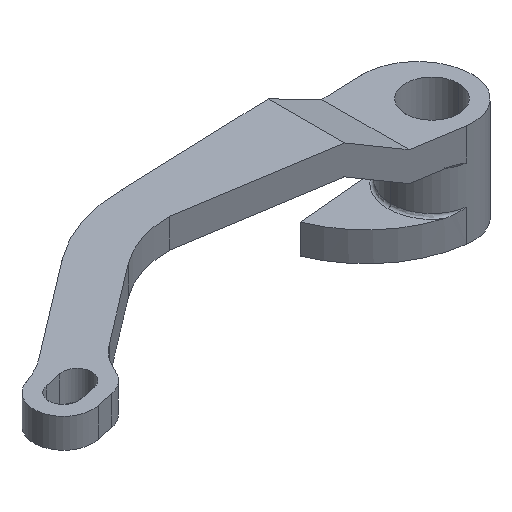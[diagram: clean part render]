
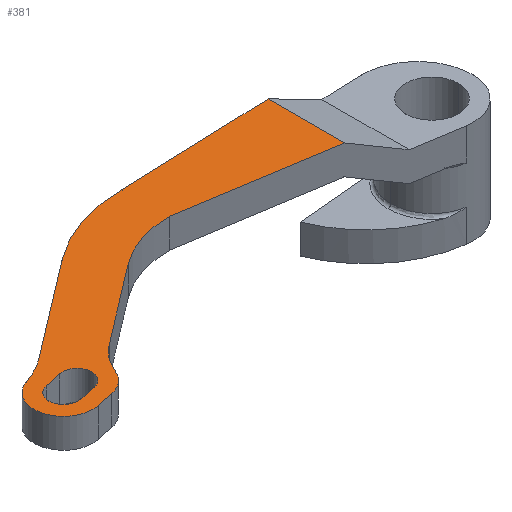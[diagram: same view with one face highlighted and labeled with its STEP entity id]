
A CAD part, isometric view. The second image highlights one B-rep face of the part: STEP entity #381.
In plain terms, the highlighted planar face has unit normal (0, 0, 1).
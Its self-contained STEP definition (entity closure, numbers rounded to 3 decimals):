
#17 = ORIENTED_EDGE ( 'NONE', *, *, #611, .F. ) ;
#19 = DIRECTION ( 'NONE',  ( -0.999, -0.035, 0. ) ) ;
#20 = FACE_OUTER_BOUND ( 'NONE', #548, .T. ) ;
#32 = LINE ( 'NONE', #419, #210 ) ;
#36 = DIRECTION ( 'NONE',  ( 0., 0., 1. ) ) ;
#43 = VECTOR ( 'NONE', #238, 1000. ) ;
#53 = ORIENTED_EDGE ( 'NONE', *, *, #977, .T. ) ;
#56 = CARTESIAN_POINT ( 'NONE',  ( -76.783, -16.329, 5. ) ) ;
#62 = DIRECTION ( 'NONE',  ( 0., 0., -1. ) ) ;
#77 = ORIENTED_EDGE ( 'NONE', *, *, #469, .T. ) ;
#86 = VERTEX_POINT ( 'NONE', #645 ) ;
#91 = LINE ( 'NONE', #465, #639 ) ;
#95 = DIRECTION ( 'NONE',  ( 1., 0., 0. ) ) ;
#118 = CARTESIAN_POINT ( 'NONE',  ( -79.717, -16.953, 5. ) ) ;
#120 = PLANE ( 'NONE',  #788 ) ;
#128 = EDGE_CURVE ( 'NONE', #371, #951, #527, .T. ) ;
#135 = DIRECTION ( 'NONE',  ( 1., 0., 0. ) ) ;
#139 = ORIENTED_EDGE ( 'NONE', *, *, #1045, .T. ) ;
#141 = CARTESIAN_POINT ( 'NONE',  ( -77.303, -13.884, 5. ) ) ;
#143 = EDGE_CURVE ( 'NONE', #1054, #365, #581, .T. ) ;
#145 = CIRCLE ( 'NONE', #536, 5. ) ;
#171 = CARTESIAN_POINT ( 'NONE',  ( -76.819, -9.869, 5. ) ) ;
#182 = CARTESIAN_POINT ( 'NONE',  ( -44.75, 8., 5. ) ) ;
#188 = CARTESIAN_POINT ( 'NONE',  ( -79.29, -11.751, 5. ) ) ;
#191 = VECTOR ( 'NONE', #1102, 1000. ) ;
#195 = EDGE_CURVE ( 'NONE', #951, #277, #311, .T. ) ;
#197 = EDGE_LOOP ( 'NONE', ( #17, #295, #1138, #840, #1001 ) ) ;
#201 = ORIENTED_EDGE ( 'NONE', *, *, #992, .T. ) ;
#207 = AXIS2_PLACEMENT_3D ( 'NONE', #626, #332, #451 ) ;
#210 = VECTOR ( 'NONE', #812, 1000. ) ;
#219 = EDGE_CURVE ( 'NONE', #578, #251, #374, .T. ) ;
#221 = ORIENTED_EDGE ( 'NONE', *, *, #219, .T. ) ;
#222 = LINE ( 'NONE', #749, #1191 ) ;
#233 = DIRECTION ( 'NONE',  ( 1., 0., 0. ) ) ;
#238 = DIRECTION ( 'NONE',  ( -0.978, -0.208, 0. ) ) ;
#245 = CARTESIAN_POINT ( 'NONE',  ( -44.75, -17.5, 5. ) ) ;
#251 = VERTEX_POINT ( 'NONE', #753 ) ;
#259 = ORIENTED_EDGE ( 'NONE', *, *, #392, .T. ) ;
#277 = VERTEX_POINT ( 'NONE', #1027 ) ;
#282 = CARTESIAN_POINT ( 'NONE',  ( -80.237, -14.508, 5. ) ) ;
#284 = ORIENTED_EDGE ( 'NONE', *, *, #128, .T. ) ;
#290 = ORIENTED_EDGE ( 'NONE', *, *, #953, .T. ) ;
#295 = ORIENTED_EDGE ( 'NONE', *, *, #408, .F. ) ;
#303 = FACE_BOUND ( 'NONE', #197, .T. ) ;
#306 = CARTESIAN_POINT ( 'NONE',  ( -60.199, 2.787, 5. ) ) ;
#310 = VERTEX_POINT ( 'NONE', #1080 ) ;
#311 = CIRCLE ( 'NONE', #207, 17.5 ) ;
#312 = CARTESIAN_POINT ( 'NONE',  ( -68.892, -13.888, 5. ) ) ;
#328 = DIRECTION ( 'NONE',  ( 0., 0., 1. ) ) ;
#332 = DIRECTION ( 'NONE',  ( 0., 0., -1. ) ) ;
#344 = DIRECTION ( 'NONE',  ( 0., 0., 1. ) ) ;
#365 = VERTEX_POINT ( 'NONE', #306 ) ;
#371 = VERTEX_POINT ( 'NONE', #312 ) ;
#374 = CIRCLE ( 'NONE', #742, 5. ) ;
#381 = ADVANCED_FACE ( 'NONE', ( #20, #303 ), #120, .T. ) ;
#383 = CARTESIAN_POINT ( 'NONE',  ( -62.833, -21.844, 5. ) ) ;
#385 = ORIENTED_EDGE ( 'NONE', *, *, #1036, .T. ) ;
#392 = EDGE_CURVE ( 'NONE', #489, #1127, #145, .T. ) ;
#408 = EDGE_CURVE ( 'NONE', #608, #539, #968, .T. ) ;
#416 = CARTESIAN_POINT ( 'NONE',  ( -82.217, -16.953, 5. ) ) ;
#419 = CARTESIAN_POINT ( 'NONE',  ( -19., -17.5, 5. ) ) ;
#430 = CIRCLE ( 'NONE', #887, 10. ) ;
#432 = DIRECTION ( 'NONE',  ( 0., 0., 1. ) ) ;
#451 = DIRECTION ( 'NONE',  ( 1., 0., 0. ) ) ;
#465 = CARTESIAN_POINT ( 'NONE',  ( -1.095, -6.914, 5. ) ) ;
#469 = EDGE_CURVE ( 'NONE', #1127, #578, #1111, .T. ) ;
#478 = AXIS2_PLACEMENT_3D ( 'NONE', #1103, #344, #1032 ) ;
#486 = EDGE_CURVE ( 'NONE', #310, #1055, #32, .T. ) ;
#489 = VERTEX_POINT ( 'NONE', #623 ) ;
#493 = EDGE_CURVE ( 'NONE', #600, #1059, #1008, .T. ) ;
#497 = ORIENTED_EDGE ( 'NONE', *, *, #195, .T. ) ;
#498 = DIRECTION ( 'NONE',  ( 0., 0., -1. ) ) ;
#501 = DIRECTION ( 'NONE',  ( 0., 0., 1. ) ) ;
#527 = LINE ( 'NONE', #633, #532 ) ;
#532 = VECTOR ( 'NONE', #1033, 1000. ) ;
#536 = AXIS2_PLACEMENT_3D ( 'NONE', #118, #501, #1088 ) ;
#539 = VERTEX_POINT ( 'NONE', #814 ) ;
#542 = LINE ( 'NONE', #933, #640 ) ;
#548 = EDGE_LOOP ( 'NONE', ( #994, #201, #804, #385, #290, #259, #77, #221, #53, #284, #497, #139 ) ) ;
#561 = EDGE_CURVE ( 'NONE', #86, #600, #618, .T. ) ;
#578 = VERTEX_POINT ( 'NONE', #824 ) ;
#581 = CIRCLE ( 'NONE', #1235, 25.5 ) ;
#600 = VERTEX_POINT ( 'NONE', #141 ) ;
#608 = VERTEX_POINT ( 'NONE', #416 ) ;
#611 = EDGE_CURVE ( 'NONE', #539, #86, #542, .T. ) ;
#617 = CARTESIAN_POINT ( 'NONE',  ( -78.677, -21.844, 5. ) ) ;
#618 = CIRCLE ( 'NONE', #478, 2.5 ) ;
#623 = CARTESIAN_POINT ( 'NONE',  ( -81.265, -12.199, 5. ) ) ;
#624 = CARTESIAN_POINT ( 'NONE',  ( -79.717, -16.953, 5. ) ) ;
#626 = CARTESIAN_POINT ( 'NONE',  ( -44.75, -17.5, 5. ) ) ;
#633 = CARTESIAN_POINT ( 'NONE',  ( -71.788, -16.094, 5. ) ) ;
#639 = VECTOR ( 'NONE', #862, 1000. ) ;
#640 = VECTOR ( 'NONE', #1232, 1000. ) ;
#645 = CARTESIAN_POINT ( 'NONE',  ( -76.263, -18.775, 5. ) ) ;
#651 = CARTESIAN_POINT ( 'NONE',  ( -78.677, -21.844, 5. ) ) ;
#673 = DIRECTION ( 'NONE',  ( -0.796, -0.606, 0. ) ) ;
#699 = DIRECTION ( 'NONE',  ( 0., 0., 1. ) ) ;
#710 = CARTESIAN_POINT ( 'NONE',  ( -44.75, -17.5, 5. ) ) ;
#742 = AXIS2_PLACEMENT_3D ( 'NONE', #56, #36, #837 ) ;
#749 = CARTESIAN_POINT ( 'NONE',  ( -2.5, 9.5, 5. ) ) ;
#753 = CARTESIAN_POINT ( 'NONE',  ( -72.133, -18.167, 5. ) ) ;
#766 = VERTEX_POINT ( 'NONE', #171 ) ;
#788 = AXIS2_PLACEMENT_3D ( 'NONE', #710, #699, #1085 ) ;
#803 = CARTESIAN_POINT ( 'NONE',  ( -79.717, -16.953, 5. ) ) ;
#804 = ORIENTED_EDGE ( 'NONE', *, *, #143, .T. ) ;
#812 = DIRECTION ( 'NONE',  ( 0., -1., 0. ) ) ;
#814 = CARTESIAN_POINT ( 'NONE',  ( -79.197, -19.399, 5. ) ) ;
#816 = EDGE_CURVE ( 'NONE', #1059, #608, #1042, .T. ) ;
#820 = AXIS2_PLACEMENT_3D ( 'NONE', #939, #62, #1238 ) ;
#824 = CARTESIAN_POINT ( 'NONE',  ( -75.743, -21.22, 5. ) ) ;
#837 = DIRECTION ( 'NONE',  ( 1., 0., 0. ) ) ;
#840 = ORIENTED_EDGE ( 'NONE', *, *, #493, .F. ) ;
#855 = LINE ( 'NONE', #188, #903 ) ;
#862 = DIRECTION ( 'NONE',  ( 0.988, -0.156, 0. ) ) ;
#887 = AXIS2_PLACEMENT_3D ( 'NONE', #383, #498, #95 ) ;
#896 = DIRECTION ( 'NONE',  ( 1., 0., 0. ) ) ;
#903 = VECTOR ( 'NONE', #673, 1000. ) ;
#920 = CARTESIAN_POINT ( 'NONE',  ( -80.237, -14.508, 5. ) ) ;
#932 = CARTESIAN_POINT ( 'NONE',  ( -55.352, -3.577, 5. ) ) ;
#933 = CARTESIAN_POINT ( 'NONE',  ( -79.197, -19.399, 5. ) ) ;
#939 = CARTESIAN_POINT ( 'NONE',  ( -85.907, 2.065, 5. ) ) ;
#951 = VERTEX_POINT ( 'NONE', #932 ) ;
#953 = EDGE_CURVE ( 'NONE', #766, #489, #1105, .T. ) ;
#968 = CIRCLE ( 'NONE', #1259, 2.5 ) ;
#977 = EDGE_CURVE ( 'NONE', #251, #371, #430, .T. ) ;
#984 = AXIS2_PLACEMENT_3D ( 'NONE', #624, #328, #135 ) ;
#992 = EDGE_CURVE ( 'NONE', #310, #1054, #222, .T. ) ;
#994 = ORIENTED_EDGE ( 'NONE', *, *, #486, .F. ) ;
#1001 = ORIENTED_EDGE ( 'NONE', *, *, #561, .F. ) ;
#1008 = LINE ( 'NONE', #920, #43 ) ;
#1027 = CARTESIAN_POINT ( 'NONE',  ( -44.75, 0., 5. ) ) ;
#1032 = DIRECTION ( 'NONE',  ( 1., 0., 0. ) ) ;
#1033 = DIRECTION ( 'NONE',  ( 0.796, 0.606, 0. ) ) ;
#1036 = EDGE_CURVE ( 'NONE', #365, #766, #855, .T. ) ;
#1042 = CIRCLE ( 'NONE', #984, 2.5 ) ;
#1045 = EDGE_CURVE ( 'NONE', #277, #1055, #91, .T. ) ;
#1053 = CARTESIAN_POINT ( 'NONE',  ( -19., -4.078, 5. ) ) ;
#1054 = VERTEX_POINT ( 'NONE', #182 ) ;
#1055 = VERTEX_POINT ( 'NONE', #1053 ) ;
#1059 = VERTEX_POINT ( 'NONE', #282 ) ;
#1080 = CARTESIAN_POINT ( 'NONE',  ( -19., 8.914, 5. ) ) ;
#1085 = DIRECTION ( 'NONE',  ( 1., 0., 0. ) ) ;
#1088 = DIRECTION ( 'NONE',  ( 1., 0., 0. ) ) ;
#1102 = DIRECTION ( 'NONE',  ( 0.978, 0.208, 0. ) ) ;
#1103 = CARTESIAN_POINT ( 'NONE',  ( -76.783, -16.329, 5. ) ) ;
#1105 = CIRCLE ( 'NONE', #820, 15. ) ;
#1111 = LINE ( 'NONE', #617, #191 ) ;
#1127 = VERTEX_POINT ( 'NONE', #651 ) ;
#1138 = ORIENTED_EDGE ( 'NONE', *, *, #816, .F. ) ;
#1191 = VECTOR ( 'NONE', #19, 1000. ) ;
#1195 = DIRECTION ( 'NONE',  ( 0., 0., 1. ) ) ;
#1232 = DIRECTION ( 'NONE',  ( 0.978, 0.208, 0. ) ) ;
#1235 = AXIS2_PLACEMENT_3D ( 'NONE', #245, #432, #233 ) ;
#1238 = DIRECTION ( 'NONE',  ( 1., 0., 0. ) ) ;
#1259 = AXIS2_PLACEMENT_3D ( 'NONE', #803, #1195, #896 ) ;
